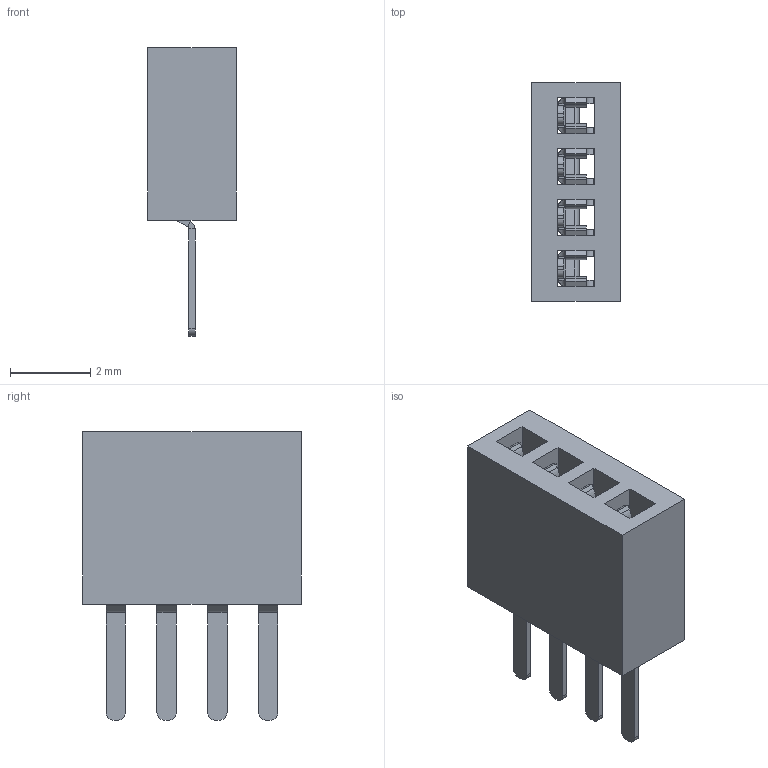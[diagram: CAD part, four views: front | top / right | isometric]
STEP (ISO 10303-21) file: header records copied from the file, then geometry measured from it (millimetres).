
FILE_DESCRIPTION(('FreeCAD Model'),'2;1');
FILE_NAME('1x02_H4.3.step','2016-11-09T03:00:24',('Author'),(''), 'Open CASCADE STEP processor 6.8','FreeCAD','Unknown');
FILE_SCHEMA(('AUTOMOTIVE_DESIGN_CC2 { 1 2 10303 214 -1 1 5 4 }'));
Length unit declared in the file: millimetre
Products named in the file (2): ASSEMBLY; 1x02_H4.3
Assembly tree (1 placements, depth 2):
  ASSEMBLY
    1x02_H4.3
Bounding box: 2.2 x 5.45 x 7.2 mm (x, y, z)
Volume: 42.7 mm3; surface area: 228.7 mm2
Topology: 5 solids, 5 shells, 350 faces, 860 edges, 520 vertices
Faces by surface type: plane 246, cylinder 104
Entity records: 24681 total; most frequent: CARTESIAN_POINT 5300, DIRECTION 3076, LINE 1884, VECTOR 1884, ORIENTED_EDGE 1720, PCURVE 1720, DEFINITIONAL_REPRESENTATION 1720, EDGE_CURVE 860
